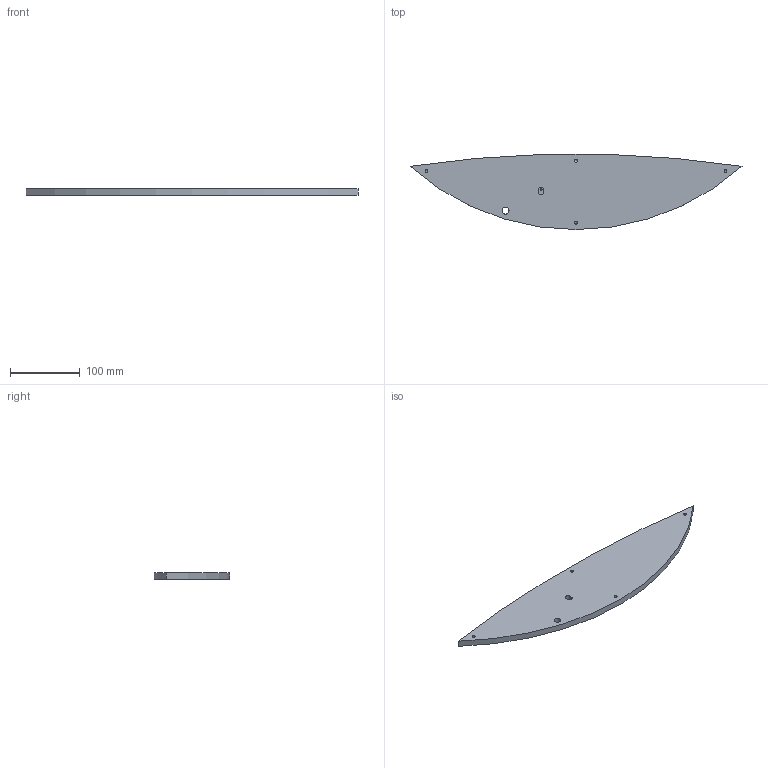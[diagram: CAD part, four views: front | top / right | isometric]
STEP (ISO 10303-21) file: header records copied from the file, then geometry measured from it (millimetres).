
FILE_DESCRIPTION((''),'2;1');
FILE_NAME('6080-138 FieldCageTermination-8-Bot.stp','2008-02-21T14:54:32',('mds'),(''),'Autodesk Inventor 11','Autodesk Inventor 11','');
FILE_SCHEMA(('AUTOMOTIVE_DESIGN { 1 0 10303 214 1 1 1 1 }'));
Length unit declared in the file: millimetre
Products named in the file (1): 6080-138 FieldCageTermination-8-Bot
Bounding box: 475.12 x 107.55 x 9 mm (x, y, z)
Volume: 314271.6 mm3; surface area: 79949.4 mm2
Topology: 1 solids, 1 shells, 19 faces, 49 edges, 33 vertices
Faces by surface type: bspline 10, plane 5, cylinder 4
Entity records: 621 total; most frequent: CARTESIAN_POINT 244, DIRECTION 70, ORIENTED_EDGE 60, EDGE_LOOP 34, AXIS2_PLACEMENT_3D 30, EDGE_CURVE 30, VERTEX_POINT 24, CIRCLE 20
